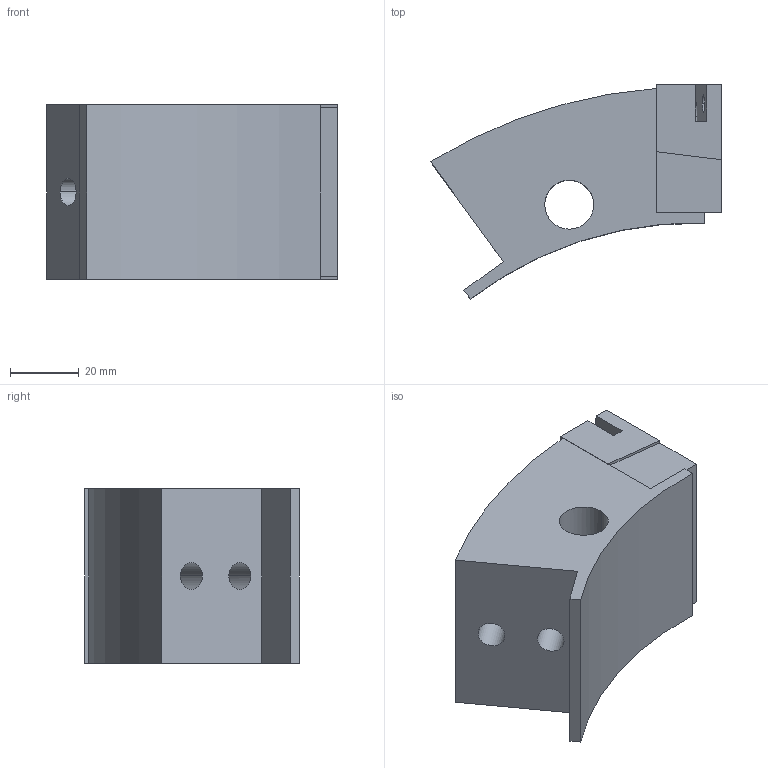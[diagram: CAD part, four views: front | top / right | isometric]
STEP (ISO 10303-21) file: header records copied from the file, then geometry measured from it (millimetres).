
FILE_DESCRIPTION (( 'STEP AP203' ), '1' );
FILE_NAME ('L29.STEP', '2022-04-26T21:36:30', ( '' ), ( '' ), 'SwSTEP 2.0', 'SolidWorks 2020', '' );
FILE_SCHEMA (( 'CONFIG_CONTROL_DESIGN' ));
Length unit declared in the file: inch
Products named in the file (4): L29-3; L29-1; L29; L29-2
Assembly tree (3 placements, depth 2):
  L29
    L29-1
    L29-2
    L29-3
Bounding box: 84.89 x 62.6 x 50.8 mm (x, y, z)
Volume: 135476.7 mm3; surface area: 33334.6 mm2
Topology: 3 solids, 3 shells, 64 faces, 182 edges, 118 vertices
Faces by surface type: cylinder 31, plane 27, cone 6
Entity records: 2698 total; most frequent: CARTESIAN_POINT 611, ORIENTED_EDGE 356, DIRECTION 335, EDGE_CURVE 178, VERTEX_POINT 118, AXIS2_PLACEMENT_3D 116, LINE 103, VECTOR 103
